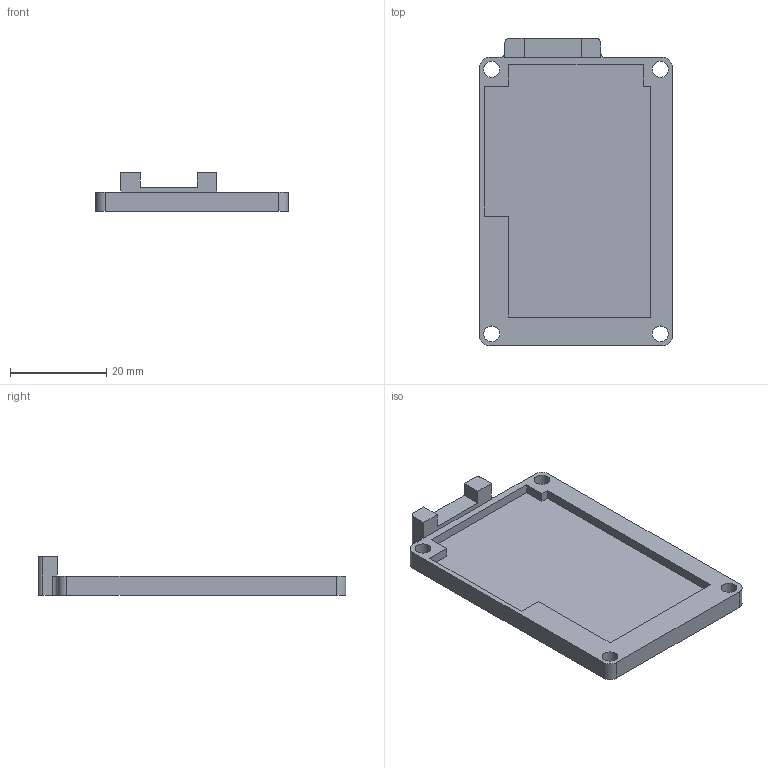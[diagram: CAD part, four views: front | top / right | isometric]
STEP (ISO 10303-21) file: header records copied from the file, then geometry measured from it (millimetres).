
FILE_DESCRIPTION (( 'STEP AP214' ), '1' );
FILE_NAME ('俔脣狟褲.STEP', '2024-04-08T01:31:49', ( 'KS-SZM-001' ), ( '' ), 'SwSTEP 2.0', 'SolidWorks 2023', '' );
FILE_SCHEMA (( 'AUTOMOTIVE_DESIGN' ));
Length unit declared in the file: millimetre
Products named in the file (1): 弯插下壳
Bounding box: 39.97 x 63.97 x 8 mm (x, y, z)
Volume: 6575.2 mm3; surface area: 6344.3 mm2
Topology: 1 solids, 1 shells, 43 faces, 120 edges, 80 vertices
Faces by surface type: plane 27, cylinder 16
Entity records: 1425 total; most frequent: CARTESIAN_POINT 244, DIRECTION 240, ORIENTED_EDGE 240, EDGE_CURVE 120, LINE 88, VECTOR 88, VERTEX_POINT 80, AXIS2_PLACEMENT_3D 76
